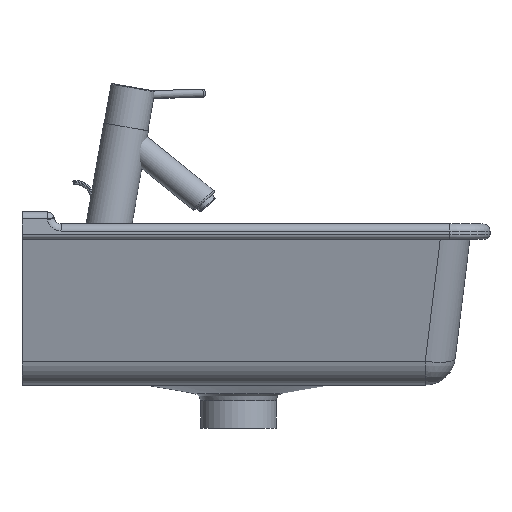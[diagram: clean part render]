
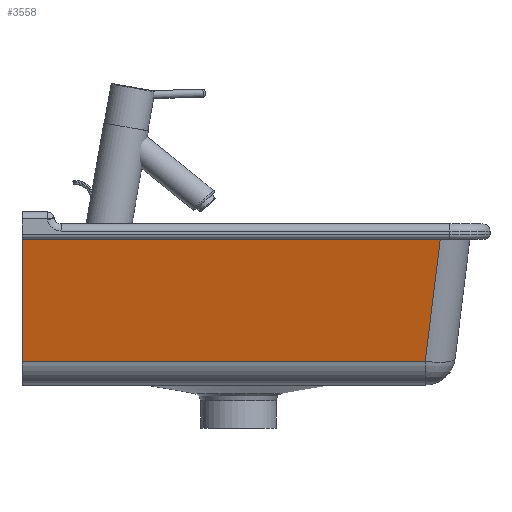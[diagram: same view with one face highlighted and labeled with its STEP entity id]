
A CAD part, left-side view. The second image highlights one B-rep face of the part: STEP entity #3558.
In plain terms, the highlighted planar face has unit normal (-0.976, 0, -0.217).
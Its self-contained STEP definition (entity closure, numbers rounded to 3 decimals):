
#2156=CARTESIAN_POINT('',(4.216,-375.696,33.489));
#2157=VERTEX_POINT('',#2156);
#2312=CARTESIAN_POINT('',(4.216,24.935,33.489));
#2313=VERTEX_POINT('',#2312);
#2330=CARTESIAN_POINT('',(4.216,-375.696,33.489));
#2331=DIRECTION('',(0.0,1.0,0.0));
#2332=VECTOR('',#2331,400.63);
#2333=LINE('',#2330,#2332);
#2334=EDGE_CURVE('',#2157,#2313,#2333,.T.);
#2346=CARTESIAN_POINT('',(-22.801,-390.615,155.));
#2347=VERTEX_POINT('',#2346);
#2355=CARTESIAN_POINT('',(-22.801,-390.615,155.));
#2356=DIRECTION('',(0.216,0.119,-0.969));
#2357=VECTOR('',#2356,125.37);
#2358=LINE('',#2355,#2357);
#2359=EDGE_CURVE('',#2347,#2157,#2358,.T.);
#2466=CARTESIAN_POINT('',(-22.801,24.935,155.));
#2467=VERTEX_POINT('',#2466);
#2468=CARTESIAN_POINT('',(4.216,24.935,33.489));
#2469=DIRECTION('',(-0.217,0.0,0.976));
#2470=VECTOR('',#2469,124.479);
#2471=LINE('',#2468,#2470);
#2472=EDGE_CURVE('',#2313,#2467,#2471,.T.);
#3542=CARTESIAN_POINT('',(-22.801,24.935,155.));
#3543=DIRECTION('',(0.976,0.0,0.217));
#3544=DIRECTION('',(0.217,0.0,-0.976));
#3545=AXIS2_PLACEMENT_3D('',#3542,#3543,#3544);
#3546=PLANE('',#3545);
#3547=ORIENTED_EDGE('',*,*,#2359,.F.);
#3548=CARTESIAN_POINT('',(-22.801,24.935,155.));
#3549=DIRECTION('',(0.0,-1.0,0.0));
#3550=VECTOR('',#3549,415.55);
#3551=LINE('',#3548,#3550);
#3552=EDGE_CURVE('',#2467,#2347,#3551,.T.);
#3553=ORIENTED_EDGE('',*,*,#3552,.F.);
#3554=ORIENTED_EDGE('',*,*,#2472,.F.);
#3555=ORIENTED_EDGE('',*,*,#2334,.F.);
#3556=EDGE_LOOP('',(#3547,#3553,#3554,#3555));
#3557=FACE_OUTER_BOUND('',#3556,.T.);
#3558=ADVANCED_FACE('',(#3557),#3546,.F.);
